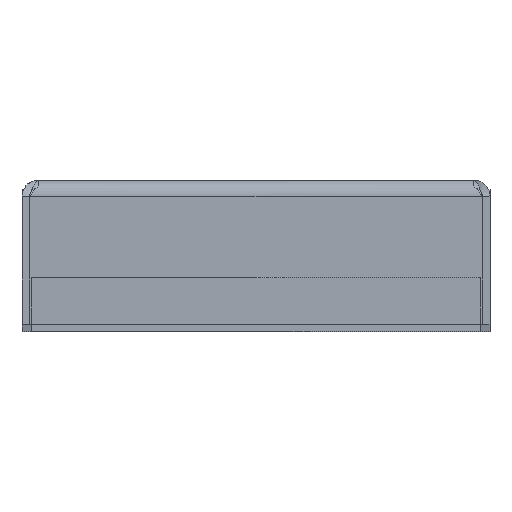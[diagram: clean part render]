
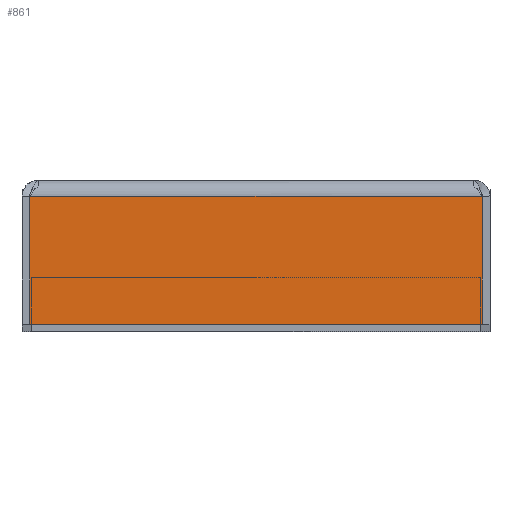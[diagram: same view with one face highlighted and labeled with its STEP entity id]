
A CAD part, front view. The second image highlights one B-rep face of the part: STEP entity #861.
In plain terms, the highlighted planar face has unit normal (0, -1, 0).
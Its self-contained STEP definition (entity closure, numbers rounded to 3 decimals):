
#80=FACE_OUTER_BOUND('',#129,.T.);
#129=EDGE_LOOP('',(#661,#662,#663,#664));
#213=LINE('',#1361,#299);
#215=LINE('',#1379,#301);
#220=LINE('',#1440,#306);
#222=LINE('',#1443,#308);
#299=VECTOR('',#1079,50.329);
#301=VECTOR('',#1083,14.2);
#306=VECTOR('',#1090,14.2);
#308=VECTOR('',#1094,50.329);
#387=VERTEX_POINT('',#1359);
#388=VERTEX_POINT('',#1360);
#389=VERTEX_POINT('',#1378);
#390=VERTEX_POINT('',#1439);
#475=EDGE_CURVE('',#387,#388,#213,.T.);
#479=EDGE_CURVE('',#389,#388,#215,.T.);
#486=EDGE_CURVE('',#387,#390,#220,.T.);
#488=EDGE_CURVE('',#390,#389,#222,.T.);
#661=ORIENTED_EDGE('',*,*,#475,.T.);
#662=ORIENTED_EDGE('',*,*,#479,.F.);
#663=ORIENTED_EDGE('',*,*,#488,.F.);
#664=ORIENTED_EDGE('',*,*,#486,.F.);
#762=PLANE('',#924);
#861=ADVANCED_FACE('',(#80),#762,.T.);
#924=AXIS2_PLACEMENT_3D('',#1445,#1096,#1097);
#1079=DIRECTION('',(-1.,0.,0.));
#1083=DIRECTION('',(0.,0.,1.));
#1090=DIRECTION('',(0.,0.,-1.));
#1094=DIRECTION('',(-1.,0.,0.));
#1096=DIRECTION('center_axis',(0.,-1.,0.));
#1097=DIRECTION('ref_axis',(1.,0.,0.));
#1359=CARTESIAN_POINT('',(25.165,-139.8,12.));
#1360=CARTESIAN_POINT('',(-25.165,-139.8,12.));
#1361=CARTESIAN_POINT('',(0.,-139.8,12.));
#1378=CARTESIAN_POINT('',(-25.165,-139.8,-2.2));
#1379=CARTESIAN_POINT('',(-25.165,-139.8,12.));
#1439=CARTESIAN_POINT('',(25.165,-139.8,-2.2));
#1440=CARTESIAN_POINT('',(25.165,-139.8,12.));
#1443=CARTESIAN_POINT('',(25.165,-139.8,-2.2));
#1445=CARTESIAN_POINT('Origin',(0.,-139.8,5.629));
